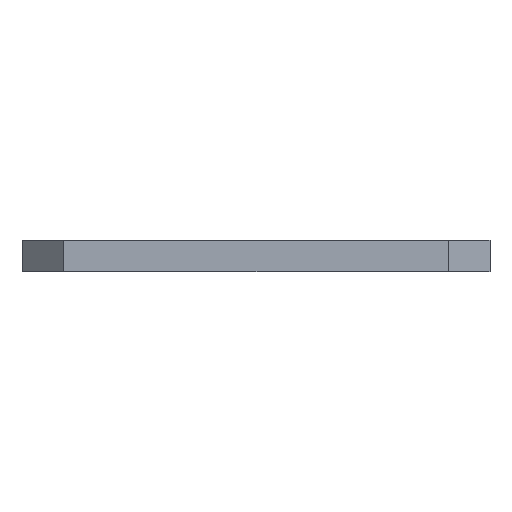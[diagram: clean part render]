
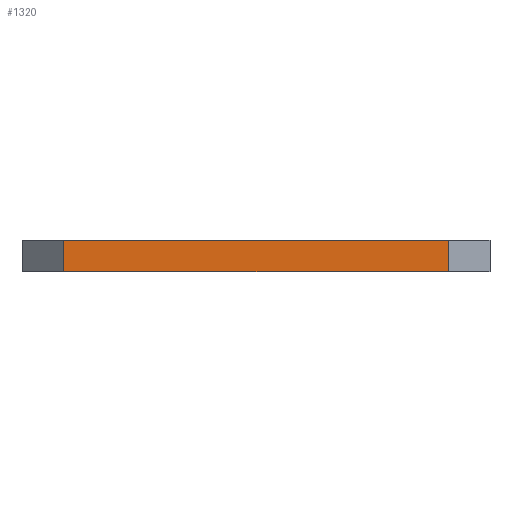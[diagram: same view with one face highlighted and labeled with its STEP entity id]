
A CAD part, front view. The second image highlights one B-rep face of the part: STEP entity #1320.
In plain terms, the highlighted planar face has unit normal (0, -1, 0).
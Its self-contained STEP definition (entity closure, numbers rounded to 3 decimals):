
#1293=AXIS2_PLACEMENT_3D('Plane Axis2P3D',#1290,#1291,#1292) ;
#1235=CARTESIAN_POINT('Vertex',(4.,0.,3.)) ;
#1242=CARTESIAN_POINT('Vertex',(4.,0.,0.)) ;
#1245=CARTESIAN_POINT('Line Origine',(4.,0.,1.5)) ;
#1290=CARTESIAN_POINT('Axis2P3D Location',(0.,0.,0.)) ;
#1295=CARTESIAN_POINT('Line Origine',(22.5,0.,3.)) ;
#1299=CARTESIAN_POINT('Vertex',(41.,0.,3.)) ;
#1302=CARTESIAN_POINT('Line Origine',(22.5,0.,0.)) ;
#1306=CARTESIAN_POINT('Vertex',(41.,0.,0.)) ;
#1309=CARTESIAN_POINT('Line Origine',(41.,0.,1.5)) ;
#1246=DIRECTION('Vector Direction',(0.,0.,1.)) ;
#1291=DIRECTION('Axis2P3D Direction',(0.,-1.,0.)) ;
#1292=DIRECTION('Axis2P3D XDirection',(1.,0.,0.)) ;
#1296=DIRECTION('Vector Direction',(1.,0.,0.)) ;
#1303=DIRECTION('Vector Direction',(1.,0.,0.)) ;
#1310=DIRECTION('Vector Direction',(0.,0.,1.)) ;
#1247=VECTOR('Line Direction',#1246,1.) ;
#1297=VECTOR('Line Direction',#1296,1.) ;
#1304=VECTOR('Line Direction',#1303,1.) ;
#1311=VECTOR('Line Direction',#1310,1.) ;
#1315=ORIENTED_EDGE('',*,*,#1301,.F.) ;
#1316=ORIENTED_EDGE('',*,*,#1249,.F.) ;
#1317=ORIENTED_EDGE('',*,*,#1308,.T.) ;
#1318=ORIENTED_EDGE('',*,*,#1313,.T.) ;
#1320=ADVANCED_FACE('MONTAGEPLATTE',(#1319),#1294,.T.) ;
#1249=EDGE_CURVE('',#1243,#1236,#1248,.T.) ;
#1301=EDGE_CURVE('',#1236,#1300,#1298,.T.) ;
#1308=EDGE_CURVE('',#1243,#1307,#1305,.T.) ;
#1313=EDGE_CURVE('',#1307,#1300,#1312,.T.) ;
#1314=EDGE_LOOP('',(#1315,#1316,#1317,#1318)) ;
#1319=FACE_OUTER_BOUND('',#1314,.T.) ;
#1248=LINE('Line',#1245,#1247) ;
#1298=LINE('Line',#1295,#1297) ;
#1305=LINE('Line',#1302,#1304) ;
#1312=LINE('Line',#1309,#1311) ;
#1294=PLANE('',#1293) ;
#1236=VERTEX_POINT('',#1235) ;
#1243=VERTEX_POINT('',#1242) ;
#1300=VERTEX_POINT('',#1299) ;
#1307=VERTEX_POINT('',#1306) ;
